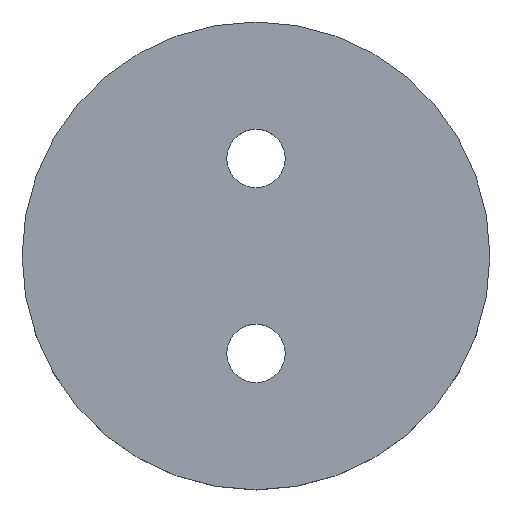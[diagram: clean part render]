
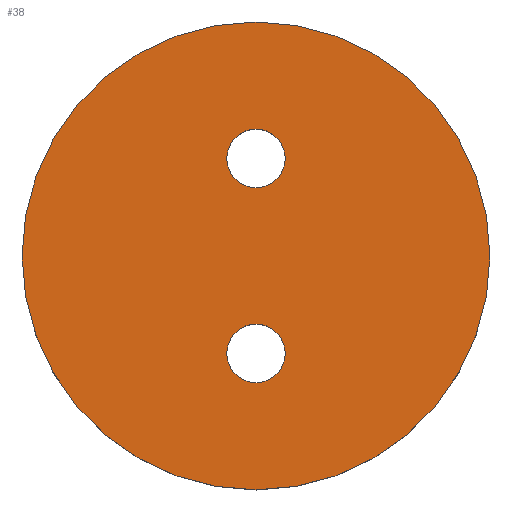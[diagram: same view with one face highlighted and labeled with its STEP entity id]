
A CAD part, top view. The second image highlights one B-rep face of the part: STEP entity #38.
In plain terms, the highlighted planar face has unit normal (0, 0, 1).
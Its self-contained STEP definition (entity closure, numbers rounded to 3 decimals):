
#3 = EDGE_LOOP ( 'NONE', ( #99, #131, #114, #306 ) ) ;
#6 = AXIS2_PLACEMENT_3D ( 'NONE', #83, #247, #109 ) ;
#10 = CARTESIAN_POINT ( 'NONE',  ( 0., 0., 4. ) ) ;
#13 = AXIS2_PLACEMENT_3D ( 'NONE', #170, #202, #175 ) ;
#19 = AXIS2_PLACEMENT_3D ( 'NONE', #10, #305, #58 ) ;
#24 = DIRECTION ( 'NONE',  ( 1., 0., 0. ) ) ;
#25 = FACE_BOUND ( 'NONE', #203, .T. ) ;
#26 = EDGE_CURVE ( 'NONE', #72, #59, #28, .T. ) ;
#28 = CIRCLE ( 'NONE', #115, 12. ) ;
#29 = DIRECTION ( 'NONE',  ( 1., 0., 0. ) ) ;
#32 = CARTESIAN_POINT ( 'NONE',  ( -1.5, -5., 4. ) ) ;
#38 = ADVANCED_FACE ( 'NONE', ( #324, #25, #161 ), #242, .T. ) ;
#42 = VERTEX_POINT ( 'NONE', #192 ) ;
#50 = DIRECTION ( 'NONE',  ( 0., 0., 1. ) ) ;
#53 = DIRECTION ( 'NONE',  ( 0., 0., 1. ) ) ;
#56 = CARTESIAN_POINT ( 'NONE',  ( 0., 12., 4. ) ) ;
#57 = CARTESIAN_POINT ( 'NONE',  ( 0., 0., 4. ) ) ;
#58 = DIRECTION ( 'NONE',  ( 1., 0., 0. ) ) ;
#59 = VERTEX_POINT ( 'NONE', #56 ) ;
#60 = AXIS2_PLACEMENT_3D ( 'NONE', #278, #251, #148 ) ;
#72 = VERTEX_POINT ( 'NONE', #356 ) ;
#75 = CIRCLE ( 'NONE', #19, 12. ) ;
#78 = CIRCLE ( 'NONE', #6, 1.5 ) ;
#83 = CARTESIAN_POINT ( 'NONE',  ( 0., 5., 4. ) ) ;
#86 = CARTESIAN_POINT ( 'NONE',  ( 0., 0., 4. ) ) ;
#99 = ORIENTED_EDGE ( 'NONE', *, *, #104, .T. ) ;
#101 = VERTEX_POINT ( 'NONE', #302 ) ;
#104 = EDGE_CURVE ( 'NONE', #59, #156, #195, .T. ) ;
#106 = VERTEX_POINT ( 'NONE', #185 ) ;
#108 = DIRECTION ( 'NONE',  ( 0., 0., 1. ) ) ;
#109 = DIRECTION ( 'NONE',  ( 1., 0., 0. ) ) ;
#111 = CIRCLE ( 'NONE', #136, 12. ) ;
#114 = ORIENTED_EDGE ( 'NONE', *, *, #349, .T. ) ;
#115 = AXIS2_PLACEMENT_3D ( 'NONE', #57, #50, #164 ) ;
#117 = CIRCLE ( 'NONE', #13, 1.5 ) ;
#131 = ORIENTED_EDGE ( 'NONE', *, *, #165, .T. ) ;
#133 = CARTESIAN_POINT ( 'NONE',  ( 0., 0., 4. ) ) ;
#134 = AXIS2_PLACEMENT_3D ( 'NONE', #331, #160, #220 ) ;
#135 = EDGE_CURVE ( 'NONE', #101, #293, #78, .T. ) ;
#136 = AXIS2_PLACEMENT_3D ( 'NONE', #86, #53, #24 ) ;
#143 = CARTESIAN_POINT ( 'NONE',  ( 1.5, 5., 4. ) ) ;
#148 = DIRECTION ( 'NONE',  ( 1., 0., 0. ) ) ;
#156 = VERTEX_POINT ( 'NONE', #326 ) ;
#160 = DIRECTION ( 'NONE',  ( 0., 0., 1. ) ) ;
#161 = FACE_BOUND ( 'NONE', #199, .T. ) ;
#164 = DIRECTION ( 'NONE',  ( 1., 0., 0. ) ) ;
#165 = EDGE_CURVE ( 'NONE', #156, #106, #111, .T. ) ;
#168 = ORIENTED_EDGE ( 'NONE', *, *, #303, .F. ) ;
#170 = CARTESIAN_POINT ( 'NONE',  ( 0., 5., 4. ) ) ;
#175 = DIRECTION ( 'NONE',  ( 1., 0., 0. ) ) ;
#185 = CARTESIAN_POINT ( 'NONE',  ( 0., -12., 4. ) ) ;
#192 = CARTESIAN_POINT ( 'NONE',  ( 1.5, -5., 4. ) ) ;
#193 = DIRECTION ( 'NONE',  ( 0., 0., 1. ) ) ;
#195 = CIRCLE ( 'NONE', #299, 12. ) ;
#199 = EDGE_LOOP ( 'NONE', ( #348, #325 ) ) ;
#202 = DIRECTION ( 'NONE',  ( 0., 0., 1. ) ) ;
#203 = EDGE_LOOP ( 'NONE', ( #168, #320 ) ) ;
#215 = CIRCLE ( 'NONE', #60, 1.5 ) ;
#220 = DIRECTION ( 'NONE',  ( 1., 0., 0. ) ) ;
#242 = PLANE ( 'NONE',  #134 ) ;
#247 = DIRECTION ( 'NONE',  ( 0., 0., 1. ) ) ;
#251 = DIRECTION ( 'NONE',  ( 0., 0., 1. ) ) ;
#256 = EDGE_CURVE ( 'NONE', #293, #101, #117, .T. ) ;
#257 = VERTEX_POINT ( 'NONE', #32 ) ;
#259 = CIRCLE ( 'NONE', #271, 1.5 ) ;
#267 = EDGE_CURVE ( 'NONE', #42, #257, #215, .T. ) ;
#271 = AXIS2_PLACEMENT_3D ( 'NONE', #334, #193, #29 ) ;
#278 = CARTESIAN_POINT ( 'NONE',  ( 0., -5., 4. ) ) ;
#293 = VERTEX_POINT ( 'NONE', #143 ) ;
#298 = DIRECTION ( 'NONE',  ( 1., 0., 0. ) ) ;
#299 = AXIS2_PLACEMENT_3D ( 'NONE', #133, #108, #298 ) ;
#302 = CARTESIAN_POINT ( 'NONE',  ( -1.5, 5., 4. ) ) ;
#303 = EDGE_CURVE ( 'NONE', #257, #42, #259, .T. ) ;
#305 = DIRECTION ( 'NONE',  ( 0., 0., 1. ) ) ;
#306 = ORIENTED_EDGE ( 'NONE', *, *, #26, .T. ) ;
#320 = ORIENTED_EDGE ( 'NONE', *, *, #267, .F. ) ;
#324 = FACE_OUTER_BOUND ( 'NONE', #3, .T. ) ;
#325 = ORIENTED_EDGE ( 'NONE', *, *, #256, .F. ) ;
#326 = CARTESIAN_POINT ( 'NONE',  ( -12., 0., 4. ) ) ;
#331 = CARTESIAN_POINT ( 'NONE',  ( 0., 0., 4. ) ) ;
#334 = CARTESIAN_POINT ( 'NONE',  ( 0., -5., 4. ) ) ;
#348 = ORIENTED_EDGE ( 'NONE', *, *, #135, .F. ) ;
#349 = EDGE_CURVE ( 'NONE', #106, #72, #75, .T. ) ;
#356 = CARTESIAN_POINT ( 'NONE',  ( 12., 0., 4. ) ) ;
